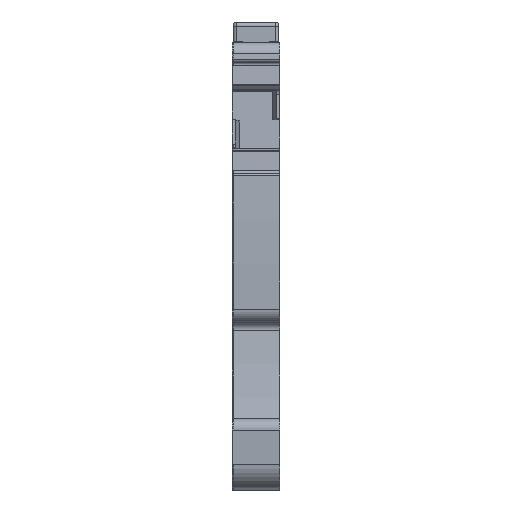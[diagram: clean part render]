
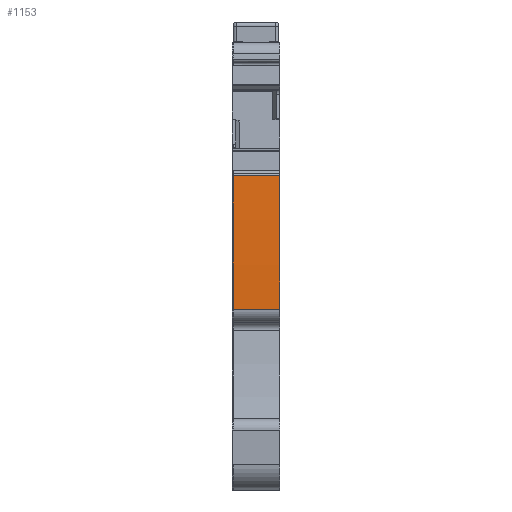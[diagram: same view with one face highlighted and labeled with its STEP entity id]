
A CAD part, front view. The second image highlights one B-rep face of the part: STEP entity #1153.
In plain terms, the highlighted cylindrical face has radius 122.178 mm (diameter 244.356 mm), a partial arc.
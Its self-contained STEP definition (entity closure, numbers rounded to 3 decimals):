
#1043=AXIS2_PLACEMENT_3D('Cylinder Axis2P3D',#1040,#1041,#1042) ;
#1122=AXIS2_PLACEMENT_3D('Circle Axis2P3D',#1120,#1121,$) ;
#1129=AXIS2_PLACEMENT_3D('Circle Axis2P3D',#1127,#1128,$) ;
#1143=AXIS2_PLACEMENT_3D('Circle Axis2P3D',#1141,#1142,$) ;
#1040=CARTESIAN_POINT('Axis2P3D Location',(1.75,123.652,17.106)) ;
#1111=CARTESIAN_POINT('Line Origine',(1.75,1.53,13.42)) ;
#1115=CARTESIAN_POINT('Vertex',(0.05,1.53,13.42)) ;
#1117=CARTESIAN_POINT('Vertex',(3.5,1.53,13.42)) ;
#1120=CARTESIAN_POINT('Axis2P3D Location',(3.5,123.652,17.106)) ;
#1124=CARTESIAN_POINT('Vertex',(3.5,1.529,13.45)) ;
#1127=CARTESIAN_POINT('Axis2P3D Location',(3.5,123.652,17.106)) ;
#1131=CARTESIAN_POINT('Vertex',(3.5,1.637,23.414)) ;
#1134=CARTESIAN_POINT('Line Origine',(1.75,1.637,23.414)) ;
#1138=CARTESIAN_POINT('Vertex',(0.05,1.637,23.414)) ;
#1141=CARTESIAN_POINT('Axis2P3D Location',(0.05,123.652,17.106)) ;
#1041=DIRECTION('Axis2P3D Direction',(1.,0.,0.)) ;
#1042=DIRECTION('Axis2P3D XDirection',(0.,-0.992,0.126)) ;
#1112=DIRECTION('Vector Direction',(1.,0.,0.)) ;
#1121=DIRECTION('Axis2P3D Direction',(1.,0.,0.)) ;
#1128=DIRECTION('Axis2P3D Direction',(1.,0.,0.)) ;
#1135=DIRECTION('Vector Direction',(1.,0.,0.)) ;
#1142=DIRECTION('Axis2P3D Direction',(1.,0.,0.)) ;
#1113=VECTOR('Line Direction',#1112,1.) ;
#1136=VECTOR('Line Direction',#1135,1.) ;
#1147=ORIENTED_EDGE('',*,*,#1119,.T.) ;
#1148=ORIENTED_EDGE('',*,*,#1126,.F.) ;
#1149=ORIENTED_EDGE('',*,*,#1133,.F.) ;
#1150=ORIENTED_EDGE('',*,*,#1140,.F.) ;
#1151=ORIENTED_EDGE('',*,*,#1145,.F.) ;
#1153=ADVANCED_FACE('78045_MLD_ADT_1-5_3C -#[PA66_PA6|DKBG]#.1\\78045_MLD_ADT_1-5_3C - MLD_ADT_1-5_3C',(#1152),#1044,.T.) ;
#1123=CIRCLE('generated circle',#1122,122.178) ;
#1130=CIRCLE('generated circle',#1129,122.178) ;
#1144=CIRCLE('generated circle',#1143,122.178) ;
#1044=CYLINDRICAL_SURFACE('generated cylinder',#1043,122.178) ;
#1119=EDGE_CURVE('',#1116,#1118,#1114,.T.) ;
#1126=EDGE_CURVE('',#1125,#1118,#1123,.T.) ;
#1133=EDGE_CURVE('',#1132,#1125,#1130,.T.) ;
#1140=EDGE_CURVE('',#1139,#1132,#1137,.T.) ;
#1145=EDGE_CURVE('',#1116,#1139,#1144,.F.) ;
#1146=EDGE_LOOP('',(#1147,#1148,#1149,#1150,#1151)) ;
#1152=FACE_OUTER_BOUND('',#1146,.T.) ;
#1114=LINE('Line',#1111,#1113) ;
#1137=LINE('Line',#1134,#1136) ;
#1116=VERTEX_POINT('',#1115) ;
#1118=VERTEX_POINT('',#1117) ;
#1125=VERTEX_POINT('',#1124) ;
#1132=VERTEX_POINT('',#1131) ;
#1139=VERTEX_POINT('',#1138) ;
